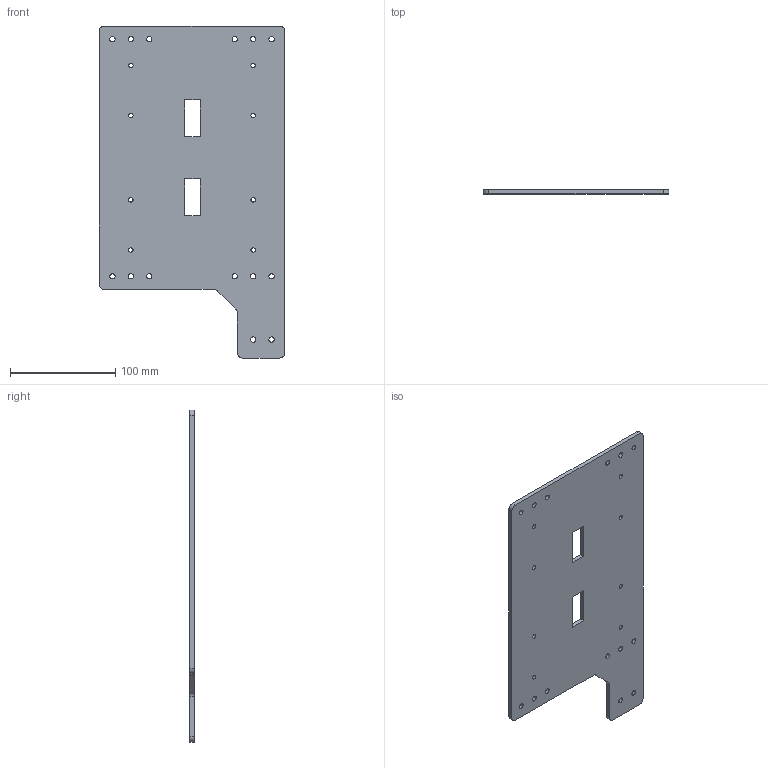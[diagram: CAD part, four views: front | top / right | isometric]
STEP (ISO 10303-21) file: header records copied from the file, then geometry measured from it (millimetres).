
FILE_DESCRIPTION (( 'STEP AP214' ), '1' );
FILE_NAME ('BLK001-top_plate.STEP', '2025-06-17T10:54:01', ( '' ), ( '' ), 'SwSTEP 2.0', 'SolidWorks 2024', '' );
FILE_SCHEMA (( 'AUTOMOTIVE_DESIGN' ));
Length unit declared in the file: millimetre
Products named in the file (1): BLK001-top_plate
Bounding box: 176 x 4 x 315 mm (x, y, z)
Volume: 182654.1 mm3; surface area: 97265.4 mm2
Topology: 1 solids, 1 shells, 68 faces, 198 edges, 132 vertices
Faces by surface type: cylinder 51, plane 17
Entity records: 2423 total; most frequent: DIRECTION 438, CARTESIAN_POINT 399, ORIENTED_EDGE 396, EDGE_CURVE 198, AXIS2_PLACEMENT_3D 171, VERTEX_POINT 132, EDGE_LOOP 116, CIRCLE 102
